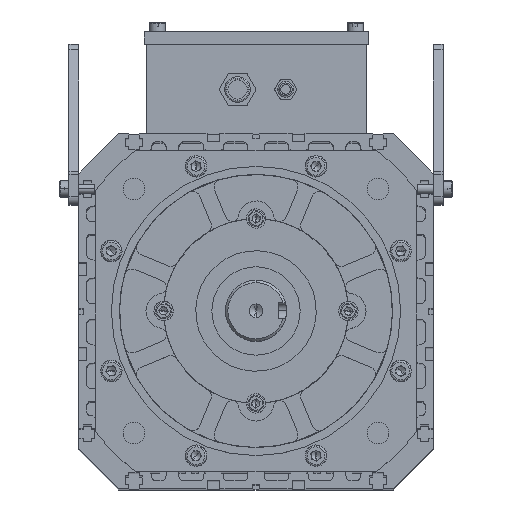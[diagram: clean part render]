
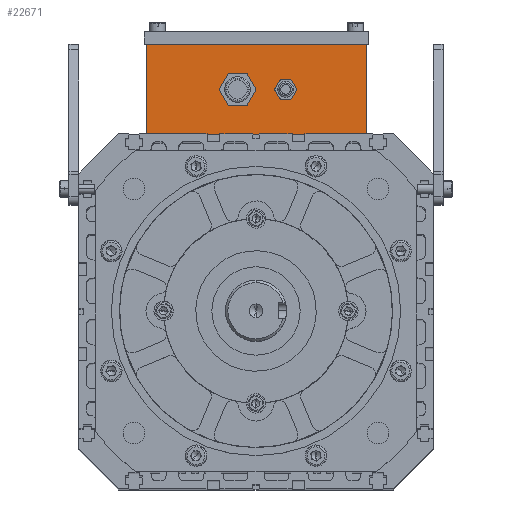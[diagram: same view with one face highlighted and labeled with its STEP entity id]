
A CAD part, top view. The second image highlights one B-rep face of the part: STEP entity #22671.
In plain terms, the highlighted face is planar.
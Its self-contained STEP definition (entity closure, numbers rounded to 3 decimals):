
#205 = CARTESIAN_POINT ( 'NONE',  ( -68.25, 77.5, 56. ) ) ;
#397 = VERTEX_POINT ( 'NONE', #20303 ) ;
#1226 = CARTESIAN_POINT ( 'NONE',  ( -68.25, 77.5, 56. ) ) ;
#1333 = EDGE_CURVE ( 'NONE', #32467, #29563, #8627, .T. ) ;
#1386 = VERTEX_POINT ( 'NONE', #14127 ) ;
#1390 = ORIENTED_EDGE ( 'NONE', *, *, #31590, .F. ) ;
#1393 = CARTESIAN_POINT ( 'NONE',  ( -68.25, 77.5, 0. ) ) ;
#2630 = CIRCLE ( 'NONE', #3137, 4. ) ;
#3137 = AXIS2_PLACEMENT_3D ( 'NONE', #31950, #14271, #32437 ) ;
#3192 = DIRECTION ( 'NONE',  ( 0., 1., 0. ) ) ;
#4043 = CARTESIAN_POINT ( 'NONE',  ( 68.25, 77.5, 0. ) ) ;
#4110 = FACE_OUTER_BOUND ( 'NONE', #6253, .T. ) ;
#4271 = FACE_BOUND ( 'NONE', #25463, .T. ) ;
#4602 = ORIENTED_EDGE ( 'NONE', *, *, #12126, .F. ) ;
#5435 = EDGE_CURVE ( 'NONE', #32467, #22794, #27925, .T. ) ;
#6253 = EDGE_LOOP ( 'NONE', ( #28409, #11148, #20729, #27986 ) ) ;
#6957 = FACE_BOUND ( 'NONE', #27299, .T. ) ;
#7071 = VERTEX_POINT ( 'NONE', #16503 ) ;
#7630 = CIRCLE ( 'NONE', #26274, 6. ) ;
#8627 = LINE ( 'NONE', #31319, #21383 ) ;
#9007 = VERTEX_POINT ( 'NONE', #11034 ) ;
#9256 = VECTOR ( 'NONE', #25169, 1000. ) ;
#9320 = ORIENTED_EDGE ( 'NONE', *, *, #30735, .F. ) ;
#9798 = VECTOR ( 'NONE', #30930, 1000. ) ;
#11034 = CARTESIAN_POINT ( 'NONE',  ( 11.75, 77.5, 22. ) ) ;
#11148 = ORIENTED_EDGE ( 'NONE', *, *, #22264, .F. ) ;
#11395 = DIRECTION ( 'NONE',  ( 0., 0., 1. ) ) ;
#12126 = EDGE_CURVE ( 'NONE', #32531, #397, #2630, .T. ) ;
#12512 = VECTOR ( 'NONE', #29926, 1000. ) ;
#13309 = CARTESIAN_POINT ( 'NONE',  ( -18.25, 77.5, 28. ) ) ;
#14127 = CARTESIAN_POINT ( 'NONE',  ( 11.75, 77.5, 34. ) ) ;
#14271 = DIRECTION ( 'NONE',  ( 0., 1., 0. ) ) ;
#16503 = CARTESIAN_POINT ( 'NONE',  ( -68.25, 77.5, 0. ) ) ;
#17568 = DIRECTION ( 'NONE',  ( 0., 1., 0. ) ) ;
#18517 = DIRECTION ( 'NONE',  ( 0., 1., 0. ) ) ;
#19487 = CARTESIAN_POINT ( 'NONE',  ( -68.25, 77.5, 56. ) ) ;
#19948 = CARTESIAN_POINT ( 'NONE',  ( -18.25, 77.5, 24. ) ) ;
#20021 = CARTESIAN_POINT ( 'NONE',  ( -68.25, 77.5, 56. ) ) ;
#20303 = CARTESIAN_POINT ( 'NONE',  ( -18.25, 77.5, 32. ) ) ;
#20729 = ORIENTED_EDGE ( 'NONE', *, *, #5435, .F. ) ;
#21189 = CARTESIAN_POINT ( 'NONE',  ( 68.25, 77.5, 56. ) ) ;
#21341 = DIRECTION ( 'NONE',  ( 0., 0., -1. ) ) ;
#21383 = VECTOR ( 'NONE', #21341, 1000. ) ;
#21624 = LINE ( 'NONE', #1393, #12512 ) ;
#22264 = EDGE_CURVE ( 'NONE', #22794, #7071, #32831, .T. ) ;
#22331 = DIRECTION ( 'NONE',  ( 0., 0., -1. ) ) ;
#22671 = ADVANCED_FACE ( 'NONE', ( #6957, #4271, #4110 ), #29647, .F. ) ;
#22794 = VERTEX_POINT ( 'NONE', #1226 ) ;
#23801 = CIRCLE ( 'NONE', #30169, 6. ) ;
#24423 = EDGE_CURVE ( 'NONE', #29563, #7071, #21624, .T. ) ;
#24481 = ORIENTED_EDGE ( 'NONE', *, *, #28613, .F. ) ;
#25169 = DIRECTION ( 'NONE',  ( 0., 0., -1. ) ) ;
#25463 = EDGE_LOOP ( 'NONE', ( #1390, #24481 ) ) ;
#26274 = AXIS2_PLACEMENT_3D ( 'NONE', #31240, #3192, #11395 ) ;
#26674 = CARTESIAN_POINT ( 'NONE',  ( 11.75, 77.5, 28. ) ) ;
#27299 = EDGE_LOOP ( 'NONE', ( #9320, #4602 ) ) ;
#27861 = DIRECTION ( 'NONE',  ( 0., 0., 1. ) ) ;
#27925 = LINE ( 'NONE', #205, #9798 ) ;
#27986 = ORIENTED_EDGE ( 'NONE', *, *, #1333, .T. ) ;
#28409 = ORIENTED_EDGE ( 'NONE', *, *, #24423, .T. ) ;
#28613 = EDGE_CURVE ( 'NONE', #9007, #1386, #23801, .T. ) ;
#29563 = VERTEX_POINT ( 'NONE', #4043 ) ;
#29647 = PLANE ( 'NONE',  #31660 ) ;
#29926 = DIRECTION ( 'NONE',  ( -1., 0., 0. ) ) ;
#30136 = DIRECTION ( 'NONE',  ( 0., -1., 0. ) ) ;
#30169 = AXIS2_PLACEMENT_3D ( 'NONE', #26674, #18517, #31664 ) ;
#30735 = EDGE_CURVE ( 'NONE', #397, #32531, #31274, .T. ) ;
#30930 = DIRECTION ( 'NONE',  ( -1., 0., 0. ) ) ;
#31240 = CARTESIAN_POINT ( 'NONE',  ( 11.75, 77.5, 28. ) ) ;
#31274 = CIRCLE ( 'NONE', #32863, 4. ) ;
#31319 = CARTESIAN_POINT ( 'NONE',  ( 68.25, 77.5, 56. ) ) ;
#31590 = EDGE_CURVE ( 'NONE', #1386, #9007, #7630, .T. ) ;
#31660 = AXIS2_PLACEMENT_3D ( 'NONE', #19487, #30136, #22331 ) ;
#31664 = DIRECTION ( 'NONE',  ( 0., 0., 1. ) ) ;
#31950 = CARTESIAN_POINT ( 'NONE',  ( -18.25, 77.5, 28. ) ) ;
#32437 = DIRECTION ( 'NONE',  ( 0., 0., 1. ) ) ;
#32467 = VERTEX_POINT ( 'NONE', #21189 ) ;
#32531 = VERTEX_POINT ( 'NONE', #19948 ) ;
#32831 = LINE ( 'NONE', #20021, #9256 ) ;
#32863 = AXIS2_PLACEMENT_3D ( 'NONE', #13309, #17568, #27861 ) ;
